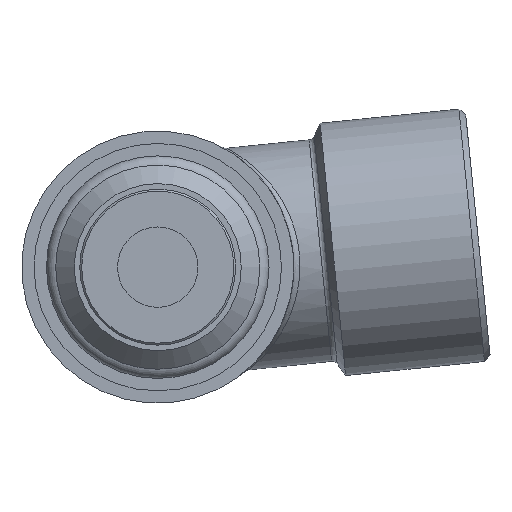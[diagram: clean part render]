
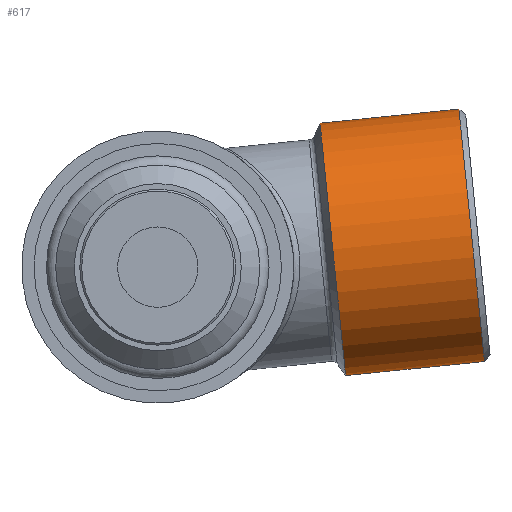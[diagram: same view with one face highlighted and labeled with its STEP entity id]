
A CAD part, front view. The second image highlights one B-rep face of the part: STEP entity #617.
In plain terms, the highlighted cylindrical face has radius 10.25 mm (diameter 20.5 mm), a full revolution.
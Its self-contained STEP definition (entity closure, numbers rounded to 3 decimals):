
#586=CARTESIAN_POINT('',(24.335,20.3,12.771));
#587=VERTEX_POINT('',#586);
#588=CARTESIAN_POINT('',(25.37,20.3,2.574));
#589=DIRECTION('',(-0.995,0.,-0.101));
#590=DIRECTION('',(-0.101,0.,0.995));
#591=AXIS2_PLACEMENT_3D('',#588,#589,#590);
#592=CIRCLE('',#591,10.25);
#593=EDGE_CURVE('',#587,#587,#592,.T.);
#598=CARTESIAN_POINT('',(-1.377,20.3,-0.14));
#599=DIRECTION('',(-0.995,0.,-0.101));
#600=DIRECTION('',(-0.101,0.,0.995));
#601=AXIS2_PLACEMENT_3D('',#598,#599,#600);
#602=CYLINDRICAL_SURFACE('',#601,10.25);
#603=ORIENTED_EDGE('',*,*,#593,.T.);
#604=EDGE_LOOP('',(#603));
#605=FACE_OUTER_BOUND('',#604,.T.);
#606=CARTESIAN_POINT('',(13.115,20.3,11.633));
#607=VERTEX_POINT('',#606);
#608=CARTESIAN_POINT('',(14.149,20.3,1.435));
#609=DIRECTION('',(0.995,0.,0.101));
#610=DIRECTION('',(0.101,0.,-0.995));
#611=AXIS2_PLACEMENT_3D('',#608,#609,#610);
#612=CIRCLE('',#611,10.25);
#613=EDGE_CURVE('',#607,#607,#612,.T.);
#614=ORIENTED_EDGE('',*,*,#613,.T.);
#615=EDGE_LOOP('',(#614));
#616=FACE_BOUND('',#615,.T.);
#617=ADVANCED_FACE('',(#605,#616),#602,.T.);
